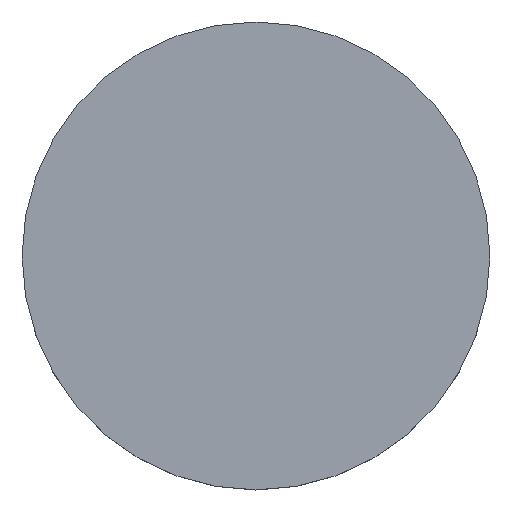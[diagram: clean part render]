
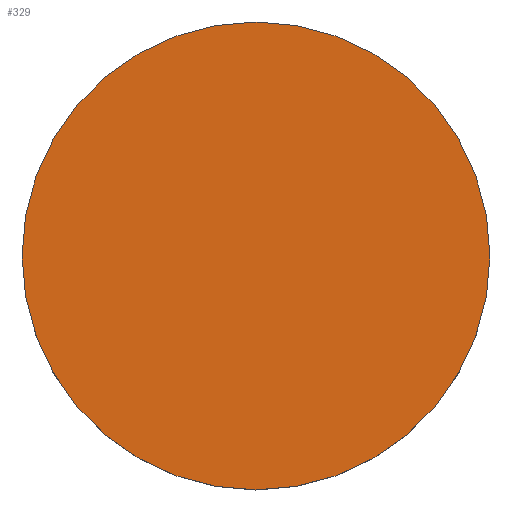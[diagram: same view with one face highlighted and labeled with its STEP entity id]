
A CAD part, top view. The second image highlights one B-rep face of the part: STEP entity #329.
In plain terms, the highlighted planar face has unit normal (0, 0, 1).
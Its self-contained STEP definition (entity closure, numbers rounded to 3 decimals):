
#31 = ORIENTED_EDGE ( 'NONE', *, *, #36, .F. ) ;
#36 = EDGE_CURVE ( 'NONE', #163, #377, #273, .T. ) ;
#72 = CARTESIAN_POINT ( 'NONE',  ( 0., 0., 5. ) ) ;
#77 = DIRECTION ( 'NONE',  ( 0., 0., -1. ) ) ;
#79 = DIRECTION ( 'NONE',  ( 1., 0., 0. ) ) ;
#81 = CARTESIAN_POINT ( 'NONE',  ( 0., 0., 5. ) ) ;
#82 = AXIS2_PLACEMENT_3D ( 'NONE', #81, #77, #205 ) ;
#103 = AXIS2_PLACEMENT_3D ( 'NONE', #72, #315, #166 ) ;
#126 = EDGE_LOOP ( 'NONE', ( #31, #277 ) ) ;
#152 = CARTESIAN_POINT ( 'NONE',  ( 12.7, 0., 5. ) ) ;
#163 = VERTEX_POINT ( 'NONE', #152 ) ;
#166 = DIRECTION ( 'NONE',  ( 1., 0., 0. ) ) ;
#171 = FACE_OUTER_BOUND ( 'NONE', #126, .T. ) ;
#205 = DIRECTION ( 'NONE',  ( 1., 0., 0. ) ) ;
#218 = AXIS2_PLACEMENT_3D ( 'NONE', #291, #334, #79 ) ;
#236 = PLANE ( 'NONE',  #218 ) ;
#273 = CIRCLE ( 'NONE', #103, 12.7 ) ;
#277 = ORIENTED_EDGE ( 'NONE', *, *, #398, .F. ) ;
#291 = CARTESIAN_POINT ( 'NONE',  ( 0., 26.112, 5. ) ) ;
#315 = DIRECTION ( 'NONE',  ( 0., 0., -1. ) ) ;
#329 = ADVANCED_FACE ( 'NONE', ( #171 ), #236, .T. ) ;
#334 = DIRECTION ( 'NONE',  ( 0., 0., 1. ) ) ;
#360 = CARTESIAN_POINT ( 'NONE',  ( -12.7, 0., 5. ) ) ;
#361 = CIRCLE ( 'NONE', #82, 12.7 ) ;
#377 = VERTEX_POINT ( 'NONE', #360 ) ;
#398 = EDGE_CURVE ( 'NONE', #377, #163, #361, .T. ) ;
